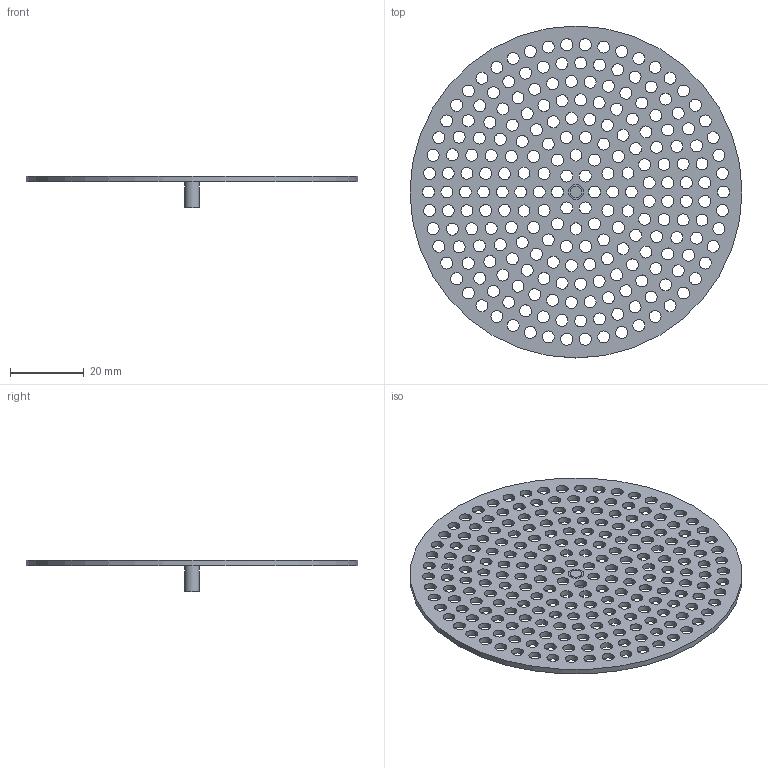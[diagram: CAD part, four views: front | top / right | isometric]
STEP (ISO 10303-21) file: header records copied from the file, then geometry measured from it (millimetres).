
FILE_DESCRIPTION(('FreeCAD Model'),'2;1');
FILE_NAME('Open CASCADE Shape Model','2023-12-20T15:08:36',(''),(''), 'Open CASCADE STEP processor 7.6','FreeCAD','Unknown');
FILE_SCHEMA(('AUTOMOTIVE_DESIGN { 1 0 10303 214 1 1 1 1 }'));
Length unit declared in the file: millimetre
Products named in the file (1): BreadboardStage
Bounding box: 90 x 90 x 8.5 mm (x, y, z)
Volume: 6881.3 mm3; surface area: 12961.7 mm2
Topology: 1 solids, 1 shells, 230 faces, 675 edges, 451 vertices
Faces by surface type: cylinder 224, plane 6
Full cylindrical faces by diameter (mm): 3.242 x222, 4 x1, 90 x1
Entity records: 18957 total; most frequent: CARTESIAN_POINT 5383, DIRECTION 2492, ORIENTED_EDGE 1350, PCURVE 1350, DEFINITIONAL_REPRESENTATION 1350, LINE 1120, VECTOR 1120, AXIS2_PLACEMENT_3D 682
